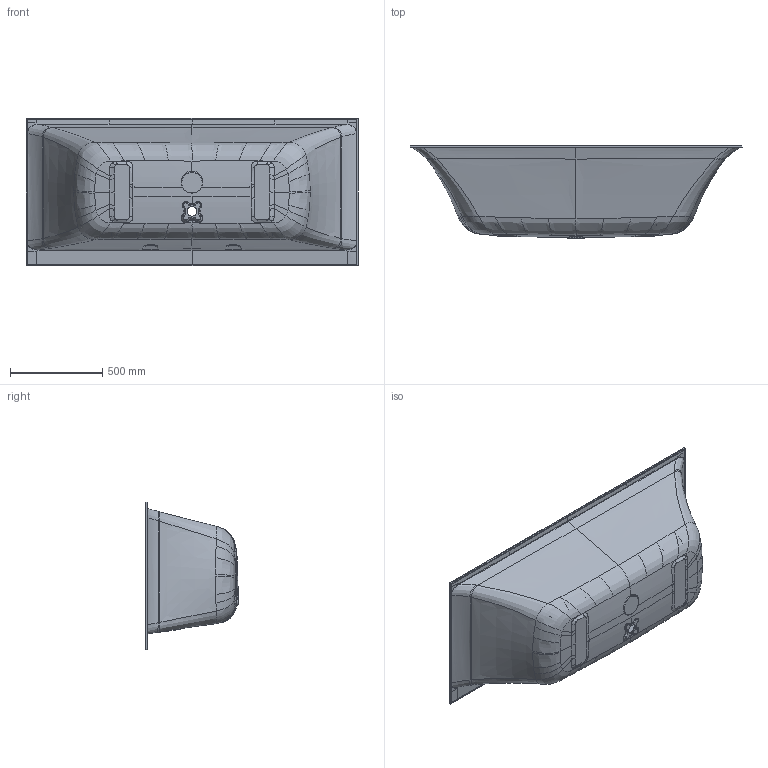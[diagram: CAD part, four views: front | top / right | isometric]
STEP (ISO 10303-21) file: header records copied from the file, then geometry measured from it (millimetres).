
FILE_DESCRIPTION((''),'2;1');
FILE_NAME('V3P1908-002','2020-09-07T16:44:31',('radixh'),('Villeroy & Boch Wellness bv'),'CREO PARAMETRIC BY PTC INC, 2019444','CREO PARAMETRIC BY PTC INC, 2019444','');
FILE_SCHEMA(('CONFIG_CONTROL_DESIGN'));
Products named in the file (1): V3P1908-002
Bounding box: 1800 x 502.78 x 800 mm (x, y, z)
Volume: 26103665.4 mm3; surface area: 5397221.1 mm2
Topology: 1 solids, 1 shells, 448 faces, 1111 edges, 659 vertices
Faces by surface type: bspline 350, plane 35, cylinder 28, cone 19, torus 16
Entity records: 57173 total; most frequent: CARTESIAN_POINT 49286, ORIENTED_EDGE 2214, EDGE_CURVE 1107, B_SPLINE_CURVE_WITH_KNOTS 795, DIRECTION 666, VERTEX_POINT 659, EDGE_LOOP 450, FACE_OUTER_BOUND 448
